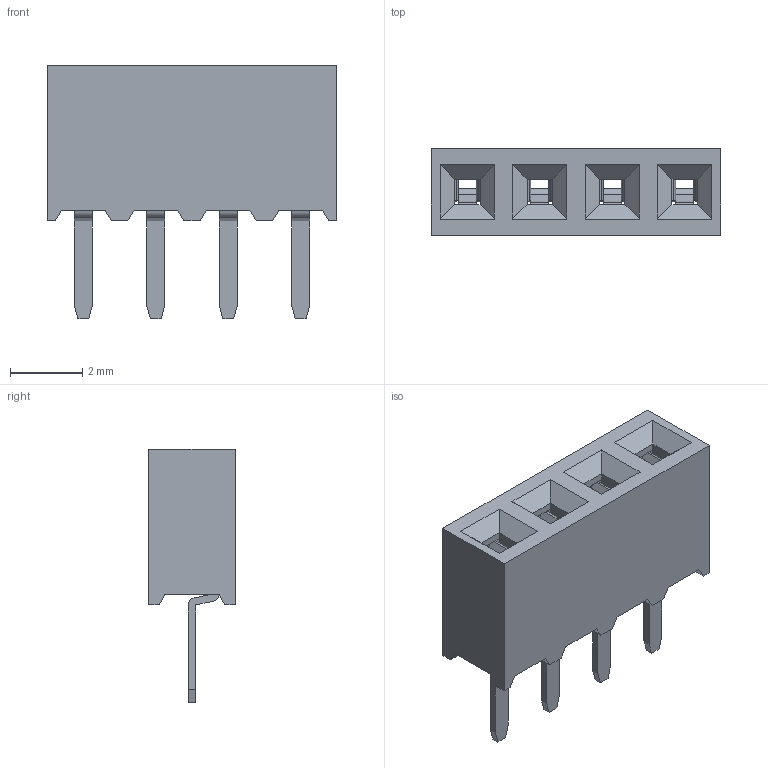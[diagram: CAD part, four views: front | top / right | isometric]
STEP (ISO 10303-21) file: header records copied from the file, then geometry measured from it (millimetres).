
FILE_DESCRIPTION(('STEP AP214'), '1');
FILE_NAME('PBS2', '', ('UNSPECIFIED'), ('UNSPECIFIED'), 'ASCON STEP Converter 1.6', 'ASCON Math Kernel', '');
FILE_SCHEMA(('AUTOMOTIVE_DESIGN { 1 0 10303 214 3 1 1}'));
Length unit declared in the file: millimetre
Bounding box: 8 x 2.4 x 7 mm (x, y, z)
Volume: 53.5 mm3; surface area: 322 mm2
Topology: 5 solids, 5 shells, 342 faces, 868 edges, 536 vertices
Faces by surface type: plane 282, cylinder 60
Entity records: 12908 total; most frequent: CARTESIAN_POINT 1779, ORIENTED_EDGE 1736, DIRECTION 1674, EDGE_CURVE 868, LINE 748, VECTOR 748, VERTEX_POINT 568, AXIS2_PLACEMENT_3D 463
